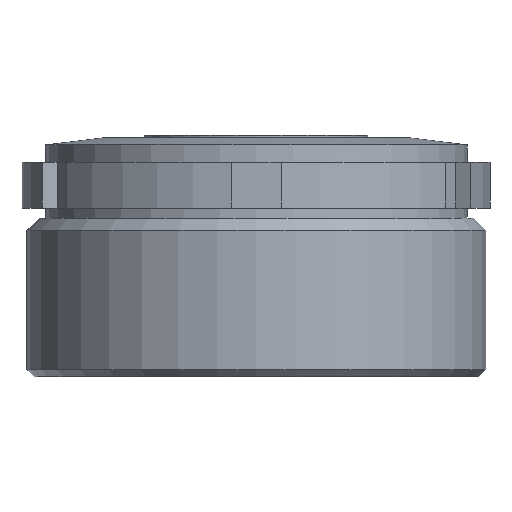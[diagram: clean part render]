
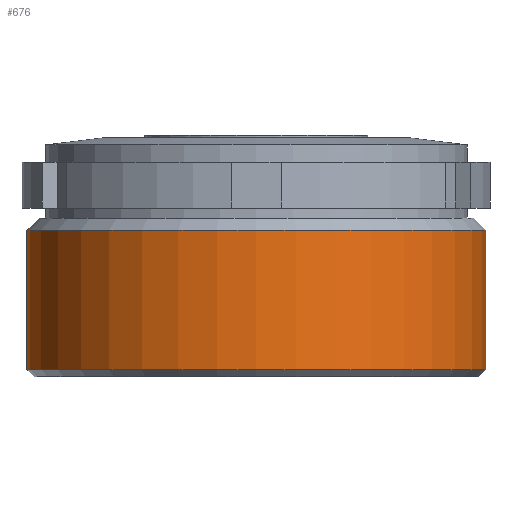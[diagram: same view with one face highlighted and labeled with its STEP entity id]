
A CAD part, front view. The second image highlights one B-rep face of the part: STEP entity #676.
In plain terms, the highlighted cylindrical face has radius 46.5 mm (diameter 93 mm), a partial arc.
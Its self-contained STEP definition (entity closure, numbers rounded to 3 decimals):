
#26 = AXIS2_PLACEMENT_3D ( 'NONE', #3740, #3738, #3728 ) ;
#49 = LINE ( 'NONE', #989, #883 ) ;
#121 = CYLINDRICAL_SURFACE ( 'NONE', #1739, 46.5 ) ;
#160 = DIRECTION ( 'NONE',  ( 0., 0., -1. ) ) ;
#241 = CARTESIAN_POINT ( 'NONE',  ( 46.5, 0., 29.7 ) ) ;
#303 = VERTEX_POINT ( 'NONE', #2141 ) ;
#431 = CARTESIAN_POINT ( 'NONE',  ( -46.5, 0., 29.7 ) ) ;
#453 = ORIENTED_EDGE ( 'NONE', *, *, #3653, .T. ) ;
#630 = CIRCLE ( 'NONE', #1273, 46.5 ) ;
#676 = ADVANCED_FACE ( 'NONE', ( #1795 ), #121, .T. ) ;
#727 = VERTEX_POINT ( 'NONE', #1037 ) ;
#744 = EDGE_CURVE ( 'NONE', #2387, #303, #49, .T. ) ;
#883 = VECTOR ( 'NONE', #160, 1000. ) ;
#893 = LINE ( 'NONE', #1699, #3454 ) ;
#989 = CARTESIAN_POINT ( 'NONE',  ( 46.5, 0., 32.2 ) ) ;
#1037 = CARTESIAN_POINT ( 'NONE',  ( -46.5, 0., 1.5 ) ) ;
#1076 = EDGE_CURVE ( 'NONE', #727, #303, #630, .T. ) ;
#1273 = AXIS2_PLACEMENT_3D ( 'NONE', #1395, #1419, #1557 ) ;
#1395 = CARTESIAN_POINT ( 'NONE',  ( 0., 0., 1.5 ) ) ;
#1419 = DIRECTION ( 'NONE',  ( 0., 0., 1. ) ) ;
#1493 = ORIENTED_EDGE ( 'NONE', *, *, #3023, .T. ) ;
#1557 = DIRECTION ( 'NONE',  ( 1., 0., 0. ) ) ;
#1661 = DIRECTION ( 'NONE',  ( 0., 0., -1. ) ) ;
#1699 = CARTESIAN_POINT ( 'NONE',  ( -46.5, 0., 32.2 ) ) ;
#1739 = AXIS2_PLACEMENT_3D ( 'NONE', #2270, #2441, #2186 ) ;
#1795 = FACE_OUTER_BOUND ( 'NONE', #2702, .T. ) ;
#2065 = VERTEX_POINT ( 'NONE', #431 ) ;
#2141 = CARTESIAN_POINT ( 'NONE',  ( 46.5, 0., 1.5 ) ) ;
#2186 = DIRECTION ( 'NONE',  ( -1., 0., 0. ) ) ;
#2270 = CARTESIAN_POINT ( 'NONE',  ( 0., 0., 32.2 ) ) ;
#2387 = VERTEX_POINT ( 'NONE', #241 ) ;
#2441 = DIRECTION ( 'NONE',  ( 0., 0., -1. ) ) ;
#2576 = CIRCLE ( 'NONE', #26, 46.5 ) ;
#2702 = EDGE_LOOP ( 'NONE', ( #2758, #1493, #453, #4010 ) ) ;
#2758 = ORIENTED_EDGE ( 'NONE', *, *, #744, .F. ) ;
#3023 = EDGE_CURVE ( 'NONE', #2387, #2065, #2576, .T. ) ;
#3454 = VECTOR ( 'NONE', #1661, 1000. ) ;
#3653 = EDGE_CURVE ( 'NONE', #2065, #727, #893, .T. ) ;
#3728 = DIRECTION ( 'NONE',  ( 1., 0., 0. ) ) ;
#3738 = DIRECTION ( 'NONE',  ( 0., 0., -1. ) ) ;
#3740 = CARTESIAN_POINT ( 'NONE',  ( 0., 0., 29.7 ) ) ;
#4010 = ORIENTED_EDGE ( 'NONE', *, *, #1076, .T. ) ;
